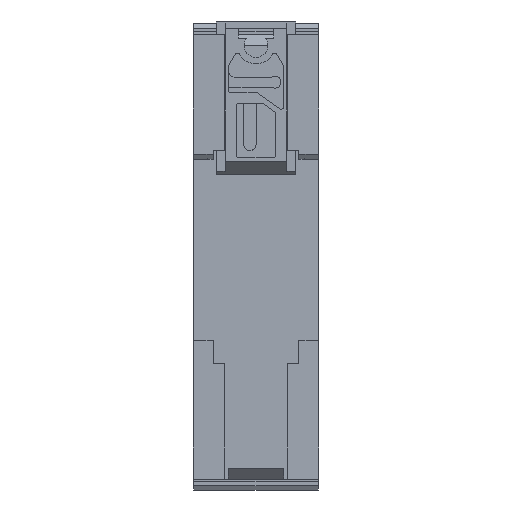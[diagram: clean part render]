
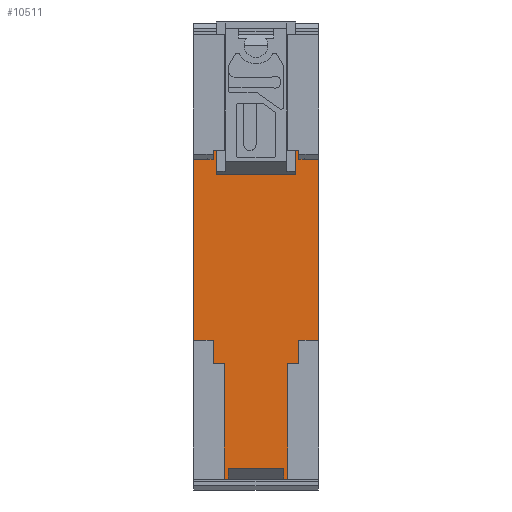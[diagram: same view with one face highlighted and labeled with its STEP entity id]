
A CAD part, front view. The second image highlights one B-rep face of the part: STEP entity #10511.
In plain terms, the highlighted planar face has unit normal (0, -1, 0).
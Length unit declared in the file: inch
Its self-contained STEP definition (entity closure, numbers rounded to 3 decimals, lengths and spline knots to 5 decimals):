
#53=DIRECTION('',(-1.,0.,0.));
#54=VECTOR('',#53,0.06181);
#55=CARTESIAN_POINT('',(-0.27992,0.19685,1.5748));
#56=LINE('',#55,#54);
#85=DIRECTION('',(-1.,0.,0.));
#86=VECTOR('',#85,0.06181);
#87=CARTESIAN_POINT('',(0.34173,0.19685,1.5748));
#88=LINE('',#87,#86);
#139=DIRECTION('',(0.,0.,-1.));
#140=VECTOR('',#139,0.91339);
#141=CARTESIAN_POINT('',(0.27992,0.19685,1.5748));
#142=LINE('',#141,#140);
#143=DIRECTION('',(0.,0.,-1.));
#144=VECTOR('',#143,0.88346);
#145=CARTESIAN_POINT('',(0.34173,0.19685,1.5748));
#146=LINE('',#145,#144);
#147=DIRECTION('',(-1.,0.,0.));
#148=VECTOR('',#147,0.10118);
#149=CARTESIAN_POINT('',(0.44291,0.19685,
-0.69055));
#150=LINE('',#149,#148);
#151=DIRECTION('',(0.,0.,-1.));
#152=VECTOR('',#151,0.88425);
#153=CARTESIAN_POINT('',(0.34173,0.19685,
-0.69055));
#154=LINE('',#153,#152);
#155=DIRECTION('',(0.,0.,1.));
#156=VECTOR('',#155,0.07598);
#157=CARTESIAN_POINT('',(0.19567,0.19685,
-1.5748));
#158=LINE('',#157,#156);
#159=DIRECTION('',(1.,0.,0.));
#160=VECTOR('',#159,0.39134);
#161=CARTESIAN_POINT('',(-0.19567,0.19685,
-1.49882));
#162=LINE('',#161,#160);
#163=DIRECTION('',(0.,0.,1.));
#164=VECTOR('',#163,0.07598);
#165=CARTESIAN_POINT('',(-0.19567,0.19685,
-1.5748));
#166=LINE('',#165,#164);
#167=DIRECTION('',(-1.,0.,0.));
#168=VECTOR('',#167,0.10118);
#169=CARTESIAN_POINT('',(-0.34173,0.19685,
-0.69055));
#170=LINE('',#169,#168);
#171=DIRECTION('',(0.,0.,-1.));
#172=VECTOR('',#171,0.91339);
#173=CARTESIAN_POINT('',(-0.27992,0.19685,
1.5748));
#174=LINE('',#173,#172);
#175=DIRECTION('',(-1.,0.,0.));
#176=VECTOR('',#175,0.55984);
#177=CARTESIAN_POINT('',(0.27992,0.19685,
0.66142));
#178=LINE('',#177,#176);
#251=DIRECTION('',(0.,0.,1.));
#252=VECTOR('',#251,1.38189);
#253=CARTESIAN_POINT('',(0.44291,0.19685,
-0.69055));
#254=LINE('',#253,#252);
#343=DIRECTION('',(0.,0.,1.));
#344=VECTOR('',#343,1.38189);
#345=CARTESIAN_POINT('',(-0.44291,0.19685,
-0.69055));
#346=LINE('',#345,#344);
#3677=DIRECTION('',(-1.,0.,0.));
#3678=VECTOR('',#3677,0.14606);
#3679=CARTESIAN_POINT('',(0.34173,0.19685,
-1.5748));
#3680=LINE('',#3679,#3678);
#3709=DIRECTION('',(-1.,0.,0.));
#3710=VECTOR('',#3709,0.14606);
#3711=CARTESIAN_POINT('',(-0.19567,0.19685,
-1.5748));
#3712=LINE('',#3711,#3710);
#3841=DIRECTION('',(0.,0.,-1.));
#3842=VECTOR('',#3841,0.88425);
#3843=CARTESIAN_POINT('',(-0.34173,0.19685,
-0.69055));
#3844=LINE('',#3843,#3842);
#6823=DIRECTION('',(0.,0.,-1.));
#6824=VECTOR('',#6823,0.88346);
#6825=CARTESIAN_POINT('',(-0.34173,0.19685,
1.5748));
#6826=LINE('',#6825,#6824);
#6831=DIRECTION('',(-1.,0.,0.));
#6832=VECTOR('',#6831,0.10118);
#6833=CARTESIAN_POINT('',(-0.34173,0.19685,
0.69134));
#6834=LINE('',#6833,#6832);
#7071=DIRECTION('',(-1.,0.,0.));
#7072=VECTOR('',#7071,0.10118);
#7073=CARTESIAN_POINT('',(0.44291,0.19685,
0.69134));
#7074=LINE('',#7073,#7072);
#8013=CARTESIAN_POINT('',(-0.44291,0.19685,
-0.69055));
#8014=VERTEX_POINT('',#8013);
#8015=CARTESIAN_POINT('',(-0.44291,0.19685,
0.69134));
#8016=VERTEX_POINT('',#8015);
#8025=CARTESIAN_POINT('',(0.44291,0.19685,
-0.69055));
#8026=VERTEX_POINT('',#8025);
#8027=CARTESIAN_POINT('',(0.44291,0.19685,
0.69134));
#8028=VERTEX_POINT('',#8027);
#8089=CARTESIAN_POINT('',(-0.34173,0.19685,
1.5748));
#8091=VERTEX_POINT('',#8089);
#8103=CARTESIAN_POINT('',(0.34173,0.19685,
1.5748));
#8104=VERTEX_POINT('',#8103);
#8105=CARTESIAN_POINT('',(-0.34173,0.19685,
-1.5748));
#8107=VERTEX_POINT('',#8105);
#8119=CARTESIAN_POINT('',(0.34173,0.19685,
-1.5748));
#8120=VERTEX_POINT('',#8119);
#8129=CARTESIAN_POINT('',(-0.34173,0.19685,
-0.69055));
#8130=VERTEX_POINT('',#8129);
#8131=CARTESIAN_POINT('',(0.34173,0.19685,
-0.69055));
#8132=VERTEX_POINT('',#8131);
#8133=CARTESIAN_POINT('',(-0.34173,0.19685,
0.69134));
#8135=VERTEX_POINT('',#8133);
#8137=CARTESIAN_POINT('',(0.34173,0.19685,
0.69134));
#8139=VERTEX_POINT('',#8137);
#8213=CARTESIAN_POINT('',(0.19567,0.19685,
-1.5748));
#8215=VERTEX_POINT('',#8213);
#8217=CARTESIAN_POINT('',(-0.19567,0.19685,
-1.5748));
#8219=VERTEX_POINT('',#8217);
#8221=CARTESIAN_POINT('',(0.19567,0.19685,
-1.49882));
#8222=VERTEX_POINT('',#8221);
#8223=CARTESIAN_POINT('',(-0.19567,0.19685,
-1.49882));
#8224=VERTEX_POINT('',#8223);
#8367=CARTESIAN_POINT('',(0.27992,0.19685,
1.5748));
#8369=VERTEX_POINT('',#8367);
#8372=CARTESIAN_POINT('',(-0.27992,0.19685,
1.5748));
#8374=VERTEX_POINT('',#8372);
#8375=CARTESIAN_POINT('',(0.27992,0.19685,
0.66142));
#8376=VERTEX_POINT('',#8375);
#8377=CARTESIAN_POINT('',(-0.27992,0.19685,
0.66142));
#8378=VERTEX_POINT('',#8377);
#10467=CARTESIAN_POINT('',(0.44291,0.19685,
-0.69055));
#10468=DIRECTION('',(0.,1.,0.));
#10469=DIRECTION('',(0.,0.,1.));
#10470=AXIS2_PLACEMENT_3D('',#10467,#10468,#10469);
#10471=PLANE('',#10470);
#10472=ORIENTED_EDGE('',*,*,#10449,.F.);
#10473=ORIENTED_EDGE('',*,*,#10401,.F.);
#10475=ORIENTED_EDGE('',*,*,#10474,.T.);
#10477=ORIENTED_EDGE('',*,*,#10476,.F.);
#10479=ORIENTED_EDGE('',*,*,#10478,.F.);
#10481=ORIENTED_EDGE('',*,*,#10480,.T.);
#10483=ORIENTED_EDGE('',*,*,#10482,.T.);
#10485=ORIENTED_EDGE('',*,*,#10484,.T.);
#10487=ORIENTED_EDGE('',*,*,#10486,.T.);
#10489=ORIENTED_EDGE('',*,*,#10488,.F.);
#10491=ORIENTED_EDGE('',*,*,#10490,.F.);
#10493=ORIENTED_EDGE('',*,*,#10492,.T.);
#10495=ORIENTED_EDGE('',*,*,#10494,.F.);
#10497=ORIENTED_EDGE('',*,*,#10496,.T.);
#10499=ORIENTED_EDGE('',*,*,#10498,.T.);
#10501=ORIENTED_EDGE('',*,*,#10500,.F.);
#10503=ORIENTED_EDGE('',*,*,#10502,.F.);
#10504=ORIENTED_EDGE('',*,*,#10379,.F.);
#10506=ORIENTED_EDGE('',*,*,#10505,.T.);
#10508=ORIENTED_EDGE('',*,*,#10507,.F.);
#10509=EDGE_LOOP('',(#10472,#10473,#10475,#10477,#10479,#10481,#10483,#10485,
#10487,#10489,#10491,#10493,#10495,#10497,#10499,#10501,#10503,#10504,#10506,
#10508));
#10510=FACE_OUTER_BOUND('',#10509,.F.);
#10511=ADVANCED_FACE('',(#10510),#10471,.F.);
#10379=EDGE_CURVE('',#8374,#8091,#56,.T.);
#10401=EDGE_CURVE('',#8104,#8369,#88,.T.);
#10449=EDGE_CURVE('',#8369,#8376,#142,.T.);
#10474=EDGE_CURVE('',#8104,#8139,#146,.T.);
#10476=EDGE_CURVE('',#8028,#8139,#7074,.T.);
#10478=EDGE_CURVE('',#8026,#8028,#254,.T.);
#10480=EDGE_CURVE('',#8026,#8132,#150,.T.);
#10482=EDGE_CURVE('',#8132,#8120,#154,.T.);
#10484=EDGE_CURVE('',#8120,#8215,#3680,.T.);
#10486=EDGE_CURVE('',#8215,#8222,#158,.T.);
#10488=EDGE_CURVE('',#8224,#8222,#162,.T.);
#10490=EDGE_CURVE('',#8219,#8224,#166,.T.);
#10492=EDGE_CURVE('',#8219,#8107,#3712,.T.);
#10494=EDGE_CURVE('',#8130,#8107,#3844,.T.);
#10496=EDGE_CURVE('',#8130,#8014,#170,.T.);
#10498=EDGE_CURVE('',#8014,#8016,#346,.T.);
#10500=EDGE_CURVE('',#8135,#8016,#6834,.T.);
#10502=EDGE_CURVE('',#8091,#8135,#6826,.T.);
#10505=EDGE_CURVE('',#8374,#8378,#174,.T.);
#10507=EDGE_CURVE('',#8376,#8378,#178,.T.);
